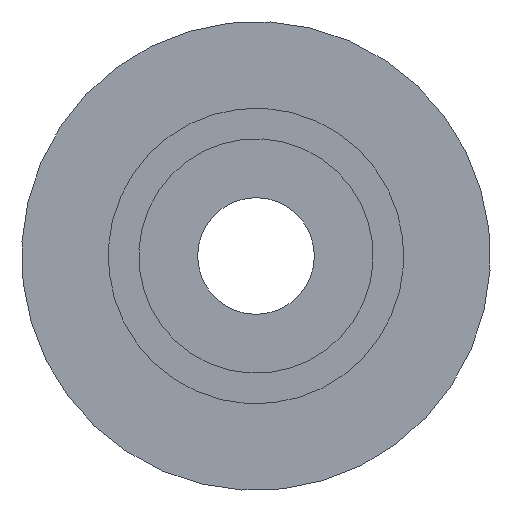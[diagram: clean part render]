
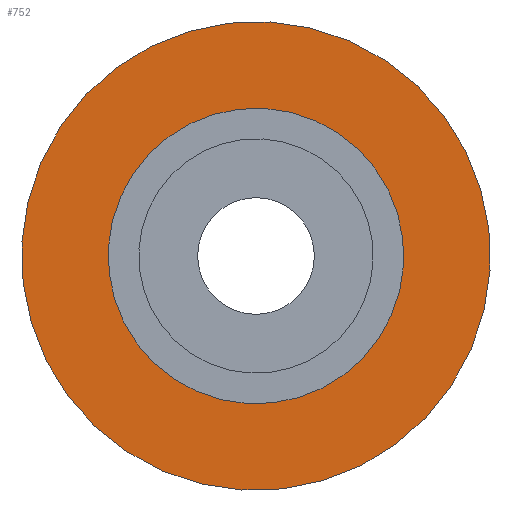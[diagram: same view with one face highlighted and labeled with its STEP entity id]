
A CAD part, front view. The second image highlights one B-rep face of the part: STEP entity #752.
In plain terms, the highlighted planar face has unit normal (0, -1, 0).
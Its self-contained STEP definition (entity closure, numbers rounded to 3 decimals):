
#118=FACE_BOUND('',#206,.T.);
#151=FACE_OUTER_BOUND('',#205,.T.);
#205=EDGE_LOOP('',(#576));
#206=EDGE_LOOP('',(#577));
#248=CIRCLE('',#849,14.5);
#249=CIRCLE('',#851,23.);
#319=VERTEX_POINT('',#1314);
#320=VERTEX_POINT('',#1318);
#408=EDGE_CURVE('',#319,#319,#248,.T.);
#410=EDGE_CURVE('',#320,#320,#249,.T.);
#576=ORIENTED_EDGE('',*,*,#410,.F.);
#577=ORIENTED_EDGE('',*,*,#408,.T.);
#671=PLANE('',#850);
#752=ADVANCED_FACE('',(#151,#118),#671,.T.);
#849=AXIS2_PLACEMENT_3D('',#1315,#1028,#1029);
#850=AXIS2_PLACEMENT_3D('',#1317,#1031,#1032);
#851=AXIS2_PLACEMENT_3D('',#1319,#1033,#1034);
#1028=DIRECTION('center_axis',(0.,1.,0.));
#1029=DIRECTION('ref_axis',(0.959,0.,0.285));
#1031=DIRECTION('center_axis',(0.,-1.,0.));
#1032=DIRECTION('ref_axis',(0.285,0.,-0.959));
#1033=DIRECTION('center_axis',(0.,1.,0.));
#1034=DIRECTION('ref_axis',(0.959,0.,0.285));
#1314=CARTESIAN_POINT('',(13.899,31.,4.13));
#1315=CARTESIAN_POINT('Origin',(0.,31.,0.));
#1317=CARTESIAN_POINT('Origin',(-22.047,31.,-6.551));
#1318=CARTESIAN_POINT('',(22.047,31.,6.551));
#1319=CARTESIAN_POINT('Origin',(0.,31.,0.));
